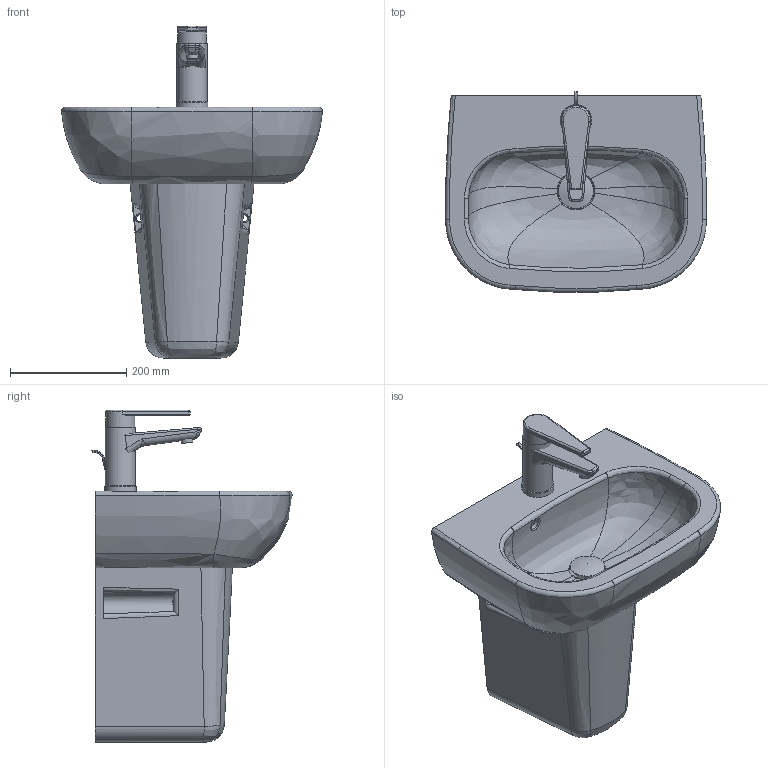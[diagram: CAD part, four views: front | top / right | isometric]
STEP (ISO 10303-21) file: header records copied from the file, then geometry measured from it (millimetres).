
FILE_DESCRIPTION((''),'2;1');
FILE_NAME('070545_085717.stp','2007-11-25T08:36:39',('Huebner'),(''),'Autodesk Inventor 11','Autodesk Inventor 11','');
FILE_SCHEMA(('AUTOMOTIVE_DESIGN { 1 0 10303 214 1 1 1 1 }'));
Length unit declared in the file: millimetre
Products named in the file (11): 070545_085717; 070545; Baterrie_WT; hebel1; Hebel2; hebel3; Neoperl; Halter2starck1; Kelch; Stopfen; 087517
Assembly tree (10 placements, depth 3):
  070545_085717
    070545
    Baterrie_WT
      hebel1
      Hebel2
      hebel3
      Neoperl
      Halter2starck1
    Kelch
    Stopfen
    087517
Bounding box: 450 x 344.89 x 572 mm (x, y, z)
Volume: 11213690.8 mm3; surface area: 1056035.2 mm2
Topology: 9 solids, 9 shells, 257 faces, 616 edges, 364 vertices
Faces by surface type: bspline 92, cylinder 73, plane 61, torus 19, sphere 8, cone 4
Full cylindrical faces by diameter (mm): 12 x1, 15 x2, 16 x1, 20 x2, 30 x1, 42 x1, 44 x1, 50 x1, 52 x2, 55 x1, 60 x1
Entity records: 17232 total; most frequent: CARTESIAN_POINT 11698, ORIENTED_EDGE 1138, DIRECTION 975, EDGE_CURVE 569, AXIS2_PLACEMENT_3D 404, VERTEX_POINT 355, EDGE_LOOP 300, FACE_OUTER_BOUND 257
